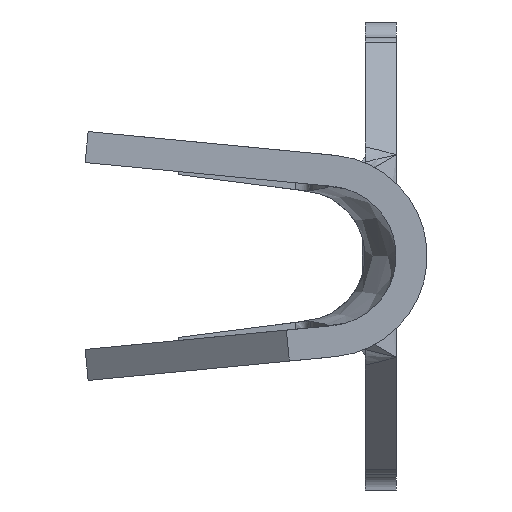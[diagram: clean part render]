
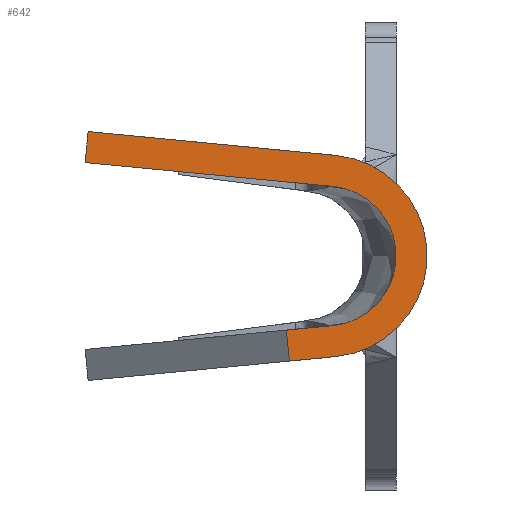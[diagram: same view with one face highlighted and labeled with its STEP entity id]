
A CAD part, left-side view. The second image highlights one B-rep face of the part: STEP entity #642.
In plain terms, the highlighted planar face has unit normal (-1, 0, 0).
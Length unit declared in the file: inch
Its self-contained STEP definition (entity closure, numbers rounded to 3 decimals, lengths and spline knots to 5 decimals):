
#225 = VERTEX_POINT ( 'NONE', #4013 ) ;
#228 = CARTESIAN_POINT ( 'NONE',  ( -0.505, 0.0706, -0.04766 ) ) ;
#287 = VECTOR ( 'NONE', #5156, 39.37008 ) ;
#289 = VERTEX_POINT ( 'NONE', #2901 ) ;
#295 = EDGE_CURVE ( 'NONE', #289, #225, #1002, .T. ) ;
#474 = EDGE_CURVE ( 'NONE', #2902, #3771, #1464, .T. ) ;
#642 = ADVANCED_FACE ( 'NONE', ( #803 ), #1710, .T. ) ;
#714 = CARTESIAN_POINT ( 'NONE',  ( -0.505, 0.045, 0. ) ) ;
#781 = CIRCLE ( 'NONE', #4999, 0.045 ) ;
#803 = FACE_OUTER_BOUND ( 'NONE', #1354, .T. ) ;
#1002 = LINE ( 'NONE', #3455, #6188 ) ;
#1167 = AXIS2_PLACEMENT_3D ( 'NONE', #1637, #1592, #1171 ) ;
#1171 = DIRECTION ( 'NONE',  ( 0., 0., 1. ) ) ;
#1218 = ORIENTED_EDGE ( 'NONE', *, *, #6307, .T. ) ;
#1253 = DIRECTION ( 'NONE',  ( 0., 0., 1. ) ) ;
#1354 = EDGE_LOOP ( 'NONE', ( #2263, #3874, #6469, #1218, #5261, #5549, #2752, #3954 ) ) ;
#1370 = EDGE_CURVE ( 'NONE', #5964, #289, #3200, .T. ) ;
#1444 = LINE ( 'NONE', #3148, #3966 ) ;
#1464 = LINE ( 'NONE', #4310, #5299 ) ;
#1496 = EDGE_CURVE ( 'NONE', #2034, #2902, #2420, .T. ) ;
#1592 = DIRECTION ( 'NONE',  ( -1., 0., 0. ) ) ;
#1637 = CARTESIAN_POINT ( 'NONE',  ( -0.505, 0.045, 0. ) ) ;
#1710 = PLANE ( 'NONE',  #1167 ) ;
#1821 = CARTESIAN_POINT ( 'NONE',  ( -0.505, 0.0407, -0.04479 ) ) ;
#2034 = VERTEX_POINT ( 'NONE', #3300 ) ;
#2146 = DIRECTION ( 'NONE',  ( 0., 0.995, -0.096 ) ) ;
#2263 = ORIENTED_EDGE ( 'NONE', *, *, #1496, .T. ) ;
#2381 = CARTESIAN_POINT ( 'NONE',  ( -0.505, 0.045, 0. ) ) ;
#2417 = CARTESIAN_POINT ( 'NONE',  ( -0.505, 0.03879, 0.0647 ) ) ;
#2420 = LINE ( 'NONE', #228, #5059 ) ;
#2462 = CIRCLE ( 'NONE', #4142, 0.065 ) ;
#2539 = DIRECTION ( 'NONE',  ( 0., -0.995, -0.096 ) ) ;
#2752 = ORIENTED_EDGE ( 'NONE', *, *, #3640, .T. ) ;
#2889 = DIRECTION ( 'NONE',  ( 0., 0., 1. ) ) ;
#2901 = CARTESIAN_POINT ( 'NONE',  ( -0.505, 0.2, 0.06009 ) ) ;
#2902 = VERTEX_POINT ( 'NONE', #4691 ) ;
#2920 = DIRECTION ( 'NONE',  ( 0., 0.995, 0.096 ) ) ;
#3148 = CARTESIAN_POINT ( 'NONE',  ( -0.505, 0.0407, -0.04479 ) ) ;
#3163 = VECTOR ( 'NONE', #2920, 39.37008 ) ;
#3196 = VERTEX_POINT ( 'NONE', #4392 ) ;
#3200 = LINE ( 'NONE', #6153, #287 ) ;
#3300 = CARTESIAN_POINT ( 'NONE',  ( -0.505, 0.0706, -0.04766 ) ) ;
#3455 = CARTESIAN_POINT ( 'NONE',  ( -0.505, 0.0407, 0.04479 ) ) ;
#3478 = EDGE_CURVE ( 'NONE', #4432, #2034, #1444, .T. ) ;
#3541 = CARTESIAN_POINT ( 'NONE',  ( -0.505, 0.19809, 0.08 ) ) ;
#3640 = EDGE_CURVE ( 'NONE', #225, #4432, #781, .T. ) ;
#3771 = VERTEX_POINT ( 'NONE', #6426 ) ;
#3816 = DIRECTION ( 'NONE',  ( 0., -0.096, -0.995 ) ) ;
#3874 = ORIENTED_EDGE ( 'NONE', *, *, #474, .T. ) ;
#3954 = ORIENTED_EDGE ( 'NONE', *, *, #3478, .T. ) ;
#3966 = VECTOR ( 'NONE', #2146, 39.37008 ) ;
#4013 = CARTESIAN_POINT ( 'NONE',  ( -0.505, 0.0407, 0.04479 ) ) ;
#4142 = AXIS2_PLACEMENT_3D ( 'NONE', #714, #4267, #1253 ) ;
#4267 = DIRECTION ( 'NONE',  ( -1., 0., 0. ) ) ;
#4310 = CARTESIAN_POINT ( 'NONE',  ( -0.505, 0.03879, -0.0647 ) ) ;
#4392 = CARTESIAN_POINT ( 'NONE',  ( -0.505, 0.03879, 0.0647 ) ) ;
#4432 = VERTEX_POINT ( 'NONE', #1821 ) ;
#4485 = LINE ( 'NONE', #2417, #3163 ) ;
#4691 = CARTESIAN_POINT ( 'NONE',  ( -0.505, 0.06868, -0.06757 ) ) ;
#4999 = AXIS2_PLACEMENT_3D ( 'NONE', #2381, #5845, #2889 ) ;
#5059 = VECTOR ( 'NONE', #3816, 39.37008 ) ;
#5104 = DIRECTION ( 'NONE',  ( 0., -0.995, 0.096 ) ) ;
#5156 = DIRECTION ( 'NONE',  ( 0., 0.096, -0.995 ) ) ;
#5261 = ORIENTED_EDGE ( 'NONE', *, *, #1370, .T. ) ;
#5299 = VECTOR ( 'NONE', #5104, 39.37008 ) ;
#5549 = ORIENTED_EDGE ( 'NONE', *, *, #295, .T. ) ;
#5845 = DIRECTION ( 'NONE',  ( 1., 0., 0. ) ) ;
#5964 = VERTEX_POINT ( 'NONE', #3541 ) ;
#6135 = EDGE_CURVE ( 'NONE', #3771, #3196, #2462, .T. ) ;
#6153 = CARTESIAN_POINT ( 'NONE',  ( -0.505, 0.19809, 0.08 ) ) ;
#6188 = VECTOR ( 'NONE', #2539, 39.37008 ) ;
#6307 = EDGE_CURVE ( 'NONE', #3196, #5964, #4485, .T. ) ;
#6426 = CARTESIAN_POINT ( 'NONE',  ( -0.505, 0.03879, -0.0647 ) ) ;
#6469 = ORIENTED_EDGE ( 'NONE', *, *, #6135, .T. ) ;
